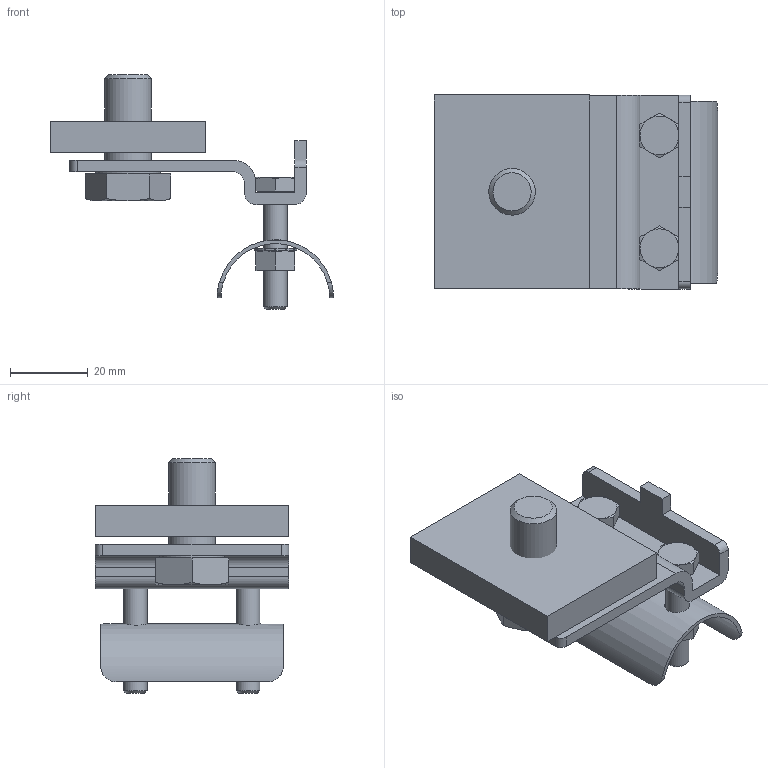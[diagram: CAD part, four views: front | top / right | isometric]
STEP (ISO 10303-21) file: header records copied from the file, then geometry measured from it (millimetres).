
FILE_DESCRIPTION(('STEP AP214'),'1');
FILE_NAME('PMH Ändklamma 1635E.stp','2013-08-05T12:51:48',(' '),(' '),'Spatial InterOp 3D',' ',' ');
FILE_SCHEMA(('automotive_design'));
Length unit declared in the file: millimetre
Products named in the file (11): PMH Profilskena andklamma 1635E ; NAUO10; NAUO9; NAUO8; NAUO7; NAUO6; NAUO5; NAUO4; NAUO3; NAUO2; NAUO1
Assembly tree (10 placements, depth 2):
  PMH Profilskena andklamma 1635E 
    NAUO10
    NAUO9
    NAUO8
    NAUO7
    NAUO6
    NAUO5
    NAUO4
    NAUO3
    NAUO2
    NAUO1
Bounding box: 73 x 50 x 60.5 mm (x, y, z)
Volume: 36161.6 mm3; surface area: 22860.5 mm2
Topology: 10 solids, 10 shells, 236 faces, 585 edges, 375 vertices
Faces by surface type: plane 128, cylinder 56, cone 49, torus 3
Full cylindrical faces by diameter (mm): 4.917 x2, 6 x2, 6.4 x2, 6.5 x2, 8.88 x2, 11.2 x1, 12 x1, 13 x1, 16.63 x1
Entity records: 9386 total; most frequent: CARTESIAN_POINT 1829, ORIENTED_EDGE 1108, DIRECTION 1104, EDGE_CURVE 554, AXIS2_PLACEMENT_3D 399, VERTEX_POINT 368, LINE 306, VECTOR 306
